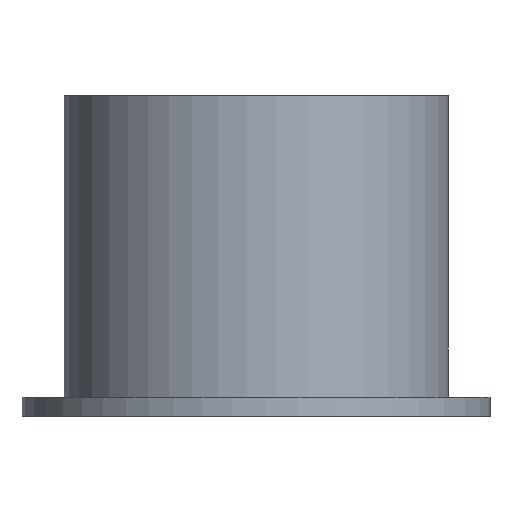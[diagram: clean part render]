
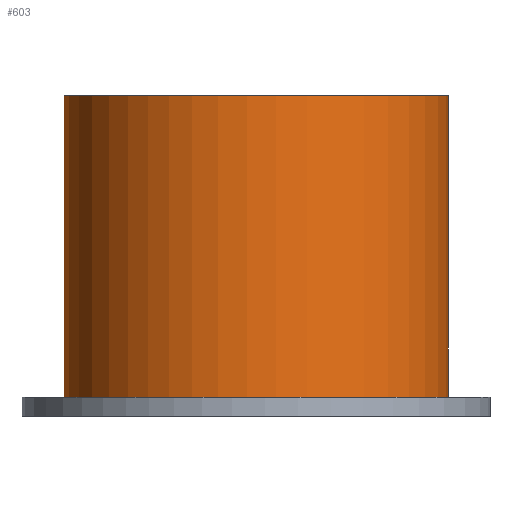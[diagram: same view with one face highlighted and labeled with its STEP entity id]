
A CAD part, front view. The second image highlights one B-rep face of the part: STEP entity #603.
In plain terms, the highlighted free-form (B-spline) face has degree [2, 1] with [7, 2] control points.
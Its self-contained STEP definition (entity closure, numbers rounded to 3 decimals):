
#558 = EDGE_CURVE('',#559,#559,#561,.T.);
#559 = VERTEX_POINT('',#560);
#560 = CARTESIAN_POINT('',(125.861,0.,12.586));
#561 = ( BOUNDED_CURVE() B_SPLINE_CURVE(2,(#562,#563,#564,#565,#566,#567
,#568),.UNSPECIFIED.,.T.,.F.) B_SPLINE_CURVE_WITH_KNOTS((1,2,2,2,2,1),(
    -2.094,0.,2.094,4.189,6.283,
8.378),.UNSPECIFIED.) CURVE() GEOMETRIC_REPRESENTATION_ITEM() 
RATIONAL_B_SPLINE_CURVE((1.,0.5,1.,0.5,1.,0.5,1.)) REPRESENTATION_ITEM(
  '') );
#562 = CARTESIAN_POINT('',(125.861,0.,
    12.586));
#563 = CARTESIAN_POINT('',(125.861,-217.998,
    12.586));
#564 = CARTESIAN_POINT('',(-62.931,-108.999,
    12.586));
#565 = CARTESIAN_POINT('',(-251.722,0.,
    12.586));
#566 = CARTESIAN_POINT('',(-62.931,108.999,
    12.586));
#567 = CARTESIAN_POINT('',(125.861,217.998,
    12.586));
#568 = CARTESIAN_POINT('',(125.861,0.,
    12.586));
#587 = EDGE_CURVE('',#588,#588,#590,.T.);
#588 = VERTEX_POINT('',#589);
#589 = CARTESIAN_POINT('',(125.861,0.,209.768));
#590 = ( BOUNDED_CURVE() B_SPLINE_CURVE(2,(#591,#592,#593,#594,#595,#596
,#597),.UNSPECIFIED.,.T.,.F.) B_SPLINE_CURVE_WITH_KNOTS((1,2,2,2,2,1),(
    -2.094,0.,2.094,4.189,6.283,
8.378),.UNSPECIFIED.) CURVE() GEOMETRIC_REPRESENTATION_ITEM() 
RATIONAL_B_SPLINE_CURVE((1.,0.5,1.,0.5,1.,0.5,1.)) REPRESENTATION_ITEM(
  '') );
#591 = CARTESIAN_POINT('',(125.861,0.,
    209.768));
#592 = CARTESIAN_POINT('',(125.861,-217.998,
    209.768));
#593 = CARTESIAN_POINT('',(-62.931,-108.999,
    209.768));
#594 = CARTESIAN_POINT('',(-251.722,0.,
    209.768));
#595 = CARTESIAN_POINT('',(-62.931,108.999,
    209.768));
#596 = CARTESIAN_POINT('',(125.861,217.998,
    209.768));
#597 = CARTESIAN_POINT('',(125.861,0.,
    209.768));
#603 = ADVANCED_FACE('',(#604),#614,.T.);
#604 = FACE_BOUND('',#605,.T.);
#605 = EDGE_LOOP('',(#606,#611,#612,#613));
#606 = ORIENTED_EDGE('',*,*,#607,.T.);
#607 = EDGE_CURVE('',#559,#588,#608,.T.);
#608 = B_SPLINE_CURVE_WITH_KNOTS('',1,(#609,#610),.UNSPECIFIED.,.F.,.F.,
  (2,2),(0.,235.),.PIECEWISE_BEZIER_KNOTS.);
#609 = CARTESIAN_POINT('',(125.861,0.,
    12.586));
#610 = CARTESIAN_POINT('',(125.861,0.,
    209.768));
#611 = ORIENTED_EDGE('',*,*,#587,.T.);
#612 = ORIENTED_EDGE('',*,*,#607,.F.);
#613 = ORIENTED_EDGE('',*,*,#558,.F.);
#614 = ( BOUNDED_SURFACE() B_SPLINE_SURFACE(2,1,(
    (#615,#616)
    ,(#617,#618)
    ,(#619,#620)
    ,(#621,#622)
    ,(#623,#624)
    ,(#625,#626)
,(#627,#628
    )),.UNSPECIFIED.,.T.,.F.,.F.) B_SPLINE_SURFACE_WITH_KNOTS((1,2,2,2,2
    ,1),(2,2),(-2.094,0.,2.094,4.189,
    6.283,8.378),(0.,235.),.UNSPECIFIED.) 
GEOMETRIC_REPRESENTATION_ITEM() RATIONAL_B_SPLINE_SURFACE((
    (1.,1.)
    ,(0.5,0.5)
    ,(1.,1.)
    ,(0.5,0.5)
    ,(1.,1.)
    ,(0.5,0.5)
,(1.,1.))) REPRESENTATION_ITEM('') SURFACE() );
#615 = CARTESIAN_POINT('',(125.861,0.,
    12.586));
#616 = CARTESIAN_POINT('',(125.861,0.,
    209.768));
#617 = CARTESIAN_POINT('',(125.861,217.998,
    12.586));
#618 = CARTESIAN_POINT('',(125.861,217.998,
    209.768));
#619 = CARTESIAN_POINT('',(-62.931,108.999,
    12.586));
#620 = CARTESIAN_POINT('',(-62.931,108.999,
    209.768));
#621 = CARTESIAN_POINT('',(-251.722,0.,
    12.586));
#622 = CARTESIAN_POINT('',(-251.722,0.,
    209.768));
#623 = CARTESIAN_POINT('',(-62.931,-108.999,
    12.586));
#624 = CARTESIAN_POINT('',(-62.931,-108.999,
    209.768));
#625 = CARTESIAN_POINT('',(125.861,-217.998,
    12.586));
#626 = CARTESIAN_POINT('',(125.861,-217.998,
    209.768));
#627 = CARTESIAN_POINT('',(125.861,0.,
    12.586));
#628 = CARTESIAN_POINT('',(125.861,0.,
    209.768));
